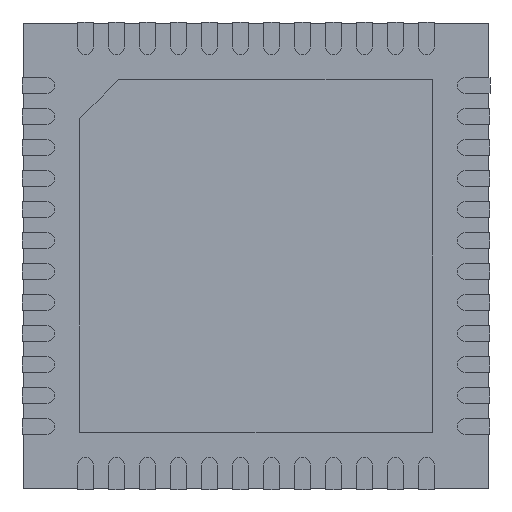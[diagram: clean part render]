
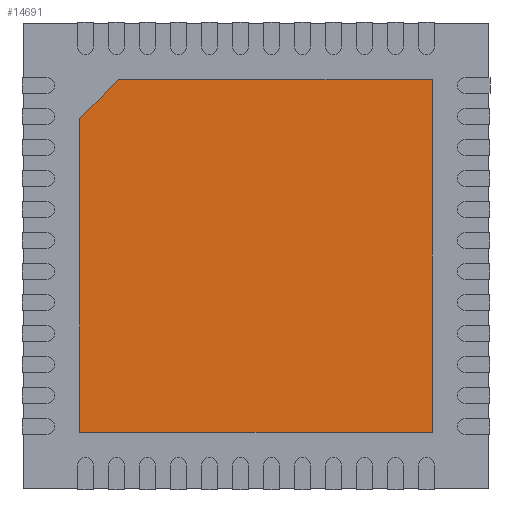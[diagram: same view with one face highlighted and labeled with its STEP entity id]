
A CAD part, front view. The second image highlights one B-rep face of the part: STEP entity #14691.
In plain terms, the highlighted planar face has unit normal (0, -1, 0).
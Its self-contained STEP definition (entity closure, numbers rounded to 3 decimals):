
#916 = CARTESIAN_POINT ( 'NONE',  ( 2.275, -0.02, 2.275 ) ) ;
#1020 = LINE ( 'NONE', #13585, #7870 ) ;
#1022 = DIRECTION ( 'NONE',  ( 0., -1., 0. ) ) ;
#1107 = CARTESIAN_POINT ( 'NONE',  ( 0., -0.02, 0. ) ) ;
#2830 = VERTEX_POINT ( 'NONE', #4112 ) ;
#3543 = VERTEX_POINT ( 'NONE', #11494 ) ;
#3843 = ORIENTED_EDGE ( 'NONE', *, *, #11318, .T. ) ;
#4112 = CARTESIAN_POINT ( 'NONE',  ( 2.275, -0.02, -2.275 ) ) ;
#4177 = EDGE_CURVE ( 'NONE', #14458, #3543, #11453, .T. ) ;
#4328 = VECTOR ( 'NONE', #9061, 1000. ) ;
#5786 = DIRECTION ( 'NONE',  ( 0., 0., -1. ) ) ;
#6053 = VECTOR ( 'NONE', #15167, 1000. ) ;
#6230 = EDGE_CURVE ( 'NONE', #2830, #16493, #1020, .T. ) ;
#6242 = LINE ( 'NONE', #10445, #4328 ) ;
#6777 = CARTESIAN_POINT ( 'NONE',  ( -1.775, -0.02, 2.275 ) ) ;
#7870 = VECTOR ( 'NONE', #14597, 1000. ) ;
#7915 = CARTESIAN_POINT ( 'NONE',  ( -2.275, -0.02, 1.775 ) ) ;
#8197 = ORIENTED_EDGE ( 'NONE', *, *, #6230, .T. ) ;
#9061 = DIRECTION ( 'NONE',  ( -0.707, 0., -0.707 ) ) ;
#9649 = CARTESIAN_POINT ( 'NONE',  ( -2.275, -0.02, -2.275 ) ) ;
#10445 = CARTESIAN_POINT ( 'NONE',  ( -1.775, -0.02, 2.275 ) ) ;
#10647 = FACE_OUTER_BOUND ( 'NONE', #15055, .T. ) ;
#10881 = EDGE_CURVE ( 'NONE', #16505, #14458, #6242, .T. ) ;
#11295 = EDGE_CURVE ( 'NONE', #3543, #2830, #16903, .T. ) ;
#11313 = VECTOR ( 'NONE', #15258, 1000. ) ;
#11318 = EDGE_CURVE ( 'NONE', #16493, #16505, #12505, .T. ) ;
#11453 = LINE ( 'NONE', #11545, #13887 ) ;
#11494 = CARTESIAN_POINT ( 'NONE',  ( -2.275, -0.02, -2.275 ) ) ;
#11545 = CARTESIAN_POINT ( 'NONE',  ( -2.275, -0.02, 1.775 ) ) ;
#12505 = LINE ( 'NONE', #14072, #6053 ) ;
#13585 = CARTESIAN_POINT ( 'NONE',  ( 2.275, -0.02, 2.275 ) ) ;
#13887 = VECTOR ( 'NONE', #5786, 1000. ) ;
#14072 = CARTESIAN_POINT ( 'NONE',  ( -1.775, -0.02, 2.275 ) ) ;
#14361 = ORIENTED_EDGE ( 'NONE', *, *, #10881, .T. ) ;
#14458 = VERTEX_POINT ( 'NONE', #7915 ) ;
#14597 = DIRECTION ( 'NONE',  ( 0., 0., 1. ) ) ;
#14691 = ADVANCED_FACE ( 'NONE', ( #10647 ), #14869, .T. ) ;
#14869 = PLANE ( 'NONE',  #15856 ) ;
#15055 = EDGE_LOOP ( 'NONE', ( #15275, #16661, #8197, #3843, #14361 ) ) ;
#15167 = DIRECTION ( 'NONE',  ( -1., 0., 0. ) ) ;
#15258 = DIRECTION ( 'NONE',  ( 1., 0., 0. ) ) ;
#15275 = ORIENTED_EDGE ( 'NONE', *, *, #4177, .T. ) ;
#15856 = AXIS2_PLACEMENT_3D ( 'NONE', #1107, #1022, #17872 ) ;
#16493 = VERTEX_POINT ( 'NONE', #916 ) ;
#16505 = VERTEX_POINT ( 'NONE', #6777 ) ;
#16661 = ORIENTED_EDGE ( 'NONE', *, *, #11295, .T. ) ;
#16903 = LINE ( 'NONE', #9649, #11313 ) ;
#17872 = DIRECTION ( 'NONE',  ( 0., 0., -1. ) ) ;
